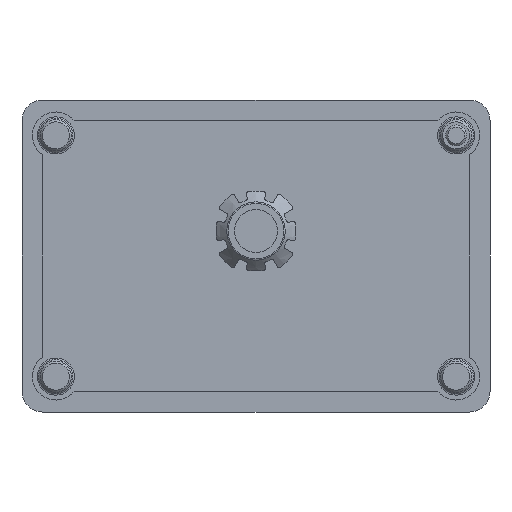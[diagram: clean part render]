
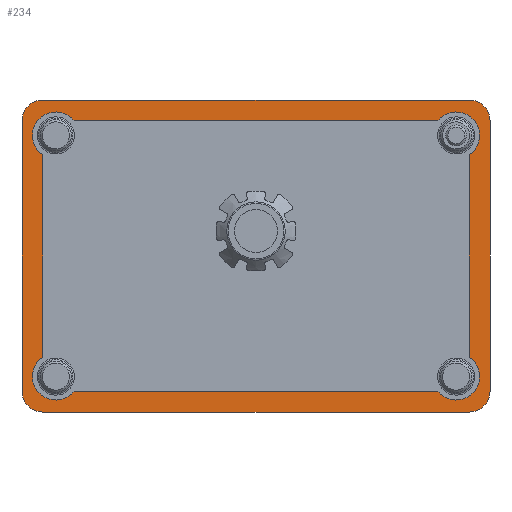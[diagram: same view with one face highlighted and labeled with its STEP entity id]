
A CAD part, front view. The second image highlights one B-rep face of the part: STEP entity #234.
In plain terms, the highlighted planar face has unit normal (0, -1, 0).
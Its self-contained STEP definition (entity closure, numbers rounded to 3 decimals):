
#234=ADVANCED_FACE('',(#428,#429),#430,.F.);
#428=FACE_OUTER_BOUND('',#695,.T.);
#429=FACE_BOUND('',#696,.T.);
#430=PLANE('',#697);
#695=EDGE_LOOP('',(#1296,#1297,#1298,#1299,#1300,#1301,#1302,#1303));
#696=EDGE_LOOP('',(#1304,#1305,#1306,#1307,#1308,#1309,#1310,#1311));
#697=AXIS2_PLACEMENT_3D('',#1312,#1313,#1314);
#1296=ORIENTED_EDGE('',*,*,#1950,.F.);
#1297=ORIENTED_EDGE('',*,*,#1930,.F.);
#1298=ORIENTED_EDGE('',*,*,#1951,.F.);
#1299=ORIENTED_EDGE('',*,*,#1834,.F.);
#1300=ORIENTED_EDGE('',*,*,#1941,.F.);
#1301=ORIENTED_EDGE('',*,*,#1952,.F.);
#1302=ORIENTED_EDGE('',*,*,#1933,.F.);
#1303=ORIENTED_EDGE('',*,*,#1924,.F.);
#1304=ORIENTED_EDGE('',*,*,#1953,.T.);
#1305=ORIENTED_EDGE('',*,*,#1904,.T.);
#1306=ORIENTED_EDGE('',*,*,#1899,.T.);
#1307=ORIENTED_EDGE('',*,*,#1879,.T.);
#1308=ORIENTED_EDGE('',*,*,#1907,.T.);
#1309=ORIENTED_EDGE('',*,*,#1876,.T.);
#1310=ORIENTED_EDGE('',*,*,#1849,.T.);
#1311=ORIENTED_EDGE('',*,*,#1954,.T.);
#1312=CARTESIAN_POINT('',(-20.5,-3.0,-13.0));
#1313=DIRECTION('',(-0.0,1.0,0.0));
#1314=DIRECTION('',(1.0,0.0,0.0));
#1834=EDGE_CURVE('',#2198,#2193,#2200,.T.);
#1849=EDGE_CURVE('',#2224,#2225,#2226,.T.);
#1876=EDGE_CURVE('',#2270,#2224,#2271,.T.);
#1879=EDGE_CURVE('',#2275,#2276,#2277,.T.);
#1899=EDGE_CURVE('',#2310,#2275,#2311,.T.);
#1904=EDGE_CURVE('',#2318,#2310,#2319,.T.);
#1907=EDGE_CURVE('',#2276,#2270,#2323,.T.);
#1924=EDGE_CURVE('',#2351,#2346,#2353,.T.);
#1930=EDGE_CURVE('',#2362,#2357,#2364,.T.);
#1933=EDGE_CURVE('',#2346,#2365,#2369,.T.);
#1941=EDGE_CURVE('',#2379,#2198,#2381,.T.);
#1950=EDGE_CURVE('',#2357,#2351,#2393,.T.);
#1951=EDGE_CURVE('',#2193,#2362,#2394,.T.);
#1952=EDGE_CURVE('',#2365,#2379,#2395,.T.);
#1953=EDGE_CURVE('',#2396,#2318,#2397,.T.);
#1954=EDGE_CURVE('',#2225,#2396,#2398,.T.);
#2193=VERTEX_POINT('',#2981);
#2198=VERTEX_POINT('',#2988);
#2200=LINE('',#2991,#2992);
#2224=VERTEX_POINT('',#3022);
#2225=VERTEX_POINT('',#3023);
#2226=LINE('',#3024,#3025);
#2270=VERTEX_POINT('',#3082);
#2271=CIRCLE('',#3083,2.25);
#2275=VERTEX_POINT('',#3088);
#2276=VERTEX_POINT('',#3089);
#2277=CIRCLE('',#3090,2.25);
#2310=VERTEX_POINT('',#3134);
#2311=LINE('',#3135,#3136);
#2318=VERTEX_POINT('',#3146);
#2319=CIRCLE('',#3147,2.25);
#2323=LINE('',#3152,#3153);
#2346=VERTEX_POINT('',#3185);
#2351=VERTEX_POINT('',#3192);
#2353=LINE('',#3195,#3196);
#2357=VERTEX_POINT('',#3201);
#2362=VERTEX_POINT('',#3208);
#2364=LINE('',#3211,#3212);
#2365=VERTEX_POINT('',#3213);
#2369=CIRCLE('',#3218,2.0);
#2379=VERTEX_POINT('',#3231);
#2381=CIRCLE('',#3234,2.0);
#2393=CIRCLE('',#3248,2.0);
#2394=CIRCLE('',#3249,2.0);
#2395=LINE('',#3250,#3251);
#2396=VERTEX_POINT('',#3252);
#2397=LINE('',#3253,#3254);
#2398=CIRCLE('',#3255,2.25);
#2981=CARTESIAN_POINT('',(22.5,-3.0,-13.0));
#2988=CARTESIAN_POINT('',(22.5,-3.0,13.0));
#2991=CARTESIAN_POINT('',(22.5,-3.0,13.0));
#2992=VECTOR('',#3490,1.0);
#3022=CARTESIAN_POINT('',(17.489,-3.0,-13.0));
#3023=CARTESIAN_POINT('',(-17.489,-3.0,-13.0));
#3024=CARTESIAN_POINT('',(17.489,-3.0,-13.0));
#3025=VECTOR('',#3521,1.0);
#3082=CARTESIAN_POINT('',(20.5,-3.0,-9.729));
#3083=AXIS2_PLACEMENT_3D('',#3574,#3575,#3576);
#3088=CARTESIAN_POINT('',(17.489,-3.0,13.0));
#3089=CARTESIAN_POINT('',(20.5,-3.0,9.729));
#3090=AXIS2_PLACEMENT_3D('',#3581,#3582,#3583);
#3134=CARTESIAN_POINT('',(-17.489,-3.0,13.0));
#3135=CARTESIAN_POINT('',(-17.489,-3.0,13.0));
#3136=VECTOR('',#3619,1.0);
#3146=CARTESIAN_POINT('',(-20.5,-3.0,9.729));
#3147=AXIS2_PLACEMENT_3D('',#3626,#3627,#3628);
#3152=CARTESIAN_POINT('',(20.5,-3.0,9.729));
#3153=VECTOR('',#3633,1.0);
#3185=CARTESIAN_POINT('',(-22.5,-3.0,13.0));
#3192=CARTESIAN_POINT('',(-22.5,-3.0,-13.0));
#3195=CARTESIAN_POINT('',(-22.5,-3.0,-13.0));
#3196=VECTOR('',#3658,1.0);
#3201=CARTESIAN_POINT('',(-20.5,-3.0,-15.0));
#3208=CARTESIAN_POINT('',(20.5,-3.0,-15.0));
#3211=CARTESIAN_POINT('',(20.5,-3.0,-15.0));
#3212=VECTOR('',#3666,1.0);
#3213=CARTESIAN_POINT('',(-20.5,-3.0,15.0));
#3218=AXIS2_PLACEMENT_3D('',#3671,#3672,#3673);
#3231=CARTESIAN_POINT('',(20.5,-3.0,15.0));
#3234=AXIS2_PLACEMENT_3D('',#3687,#3688,#3689);
#3248=AXIS2_PLACEMENT_3D('',#3710,#3711,#3712);
#3249=AXIS2_PLACEMENT_3D('',#3713,#3714,#3715);
#3250=CARTESIAN_POINT('',(-20.5,-3.0,15.0));
#3251=VECTOR('',#3716,1.0);
#3252=CARTESIAN_POINT('',(-20.5,-3.0,-9.729));
#3253=CARTESIAN_POINT('',(-20.5,-3.0,-9.729));
#3254=VECTOR('',#3717,1.0);
#3255=AXIS2_PLACEMENT_3D('',#3718,#3719,#3720);
#3490=DIRECTION('',(0.0,0.0,-1.0));
#3521=DIRECTION('',(-1.0,0.0,0.0));
#3574=CARTESIAN_POINT('',(19.25,-3.0,-11.6));
#3575=DIRECTION('',(-0.0,1.0,0.0));
#3576=DIRECTION('',(1.0,0.0,0.0));
#3581=CARTESIAN_POINT('',(19.25,-3.0,11.6));
#3582=DIRECTION('',(-0.0,1.0,0.0));
#3583=DIRECTION('',(1.0,0.0,0.0));
#3619=DIRECTION('',(1.0,0.0,0.0));
#3626=CARTESIAN_POINT('',(-19.25,-3.0,11.6));
#3627=DIRECTION('',(-0.0,1.0,0.0));
#3628=DIRECTION('',(1.0,0.0,0.0));
#3633=DIRECTION('',(0.0,0.0,-1.0));
#3658=DIRECTION('',(0.0,0.0,1.0));
#3666=DIRECTION('',(-1.0,0.0,0.0));
#3671=CARTESIAN_POINT('',(-20.5,-3.0,13.0));
#3672=DIRECTION('',(-0.0,1.0,0.0));
#3673=DIRECTION('',(1.0,0.0,0.0));
#3687=CARTESIAN_POINT('',(20.5,-3.0,13.0));
#3688=DIRECTION('',(-0.0,1.0,0.0));
#3689=DIRECTION('',(1.0,0.0,0.0));
#3710=CARTESIAN_POINT('',(-20.5,-3.0,-13.0));
#3711=DIRECTION('',(-0.0,1.0,0.0));
#3712=DIRECTION('',(1.0,0.0,0.0));
#3713=CARTESIAN_POINT('',(20.5,-3.0,-13.0));
#3714=DIRECTION('',(-0.0,1.0,0.0));
#3715=DIRECTION('',(1.0,0.0,0.0));
#3716=DIRECTION('',(1.0,0.0,0.0));
#3717=DIRECTION('',(0.0,0.0,1.0));
#3718=CARTESIAN_POINT('',(-19.25,-3.0,-11.6));
#3719=DIRECTION('',(-0.0,1.0,0.0));
#3720=DIRECTION('',(1.0,0.0,0.0));
